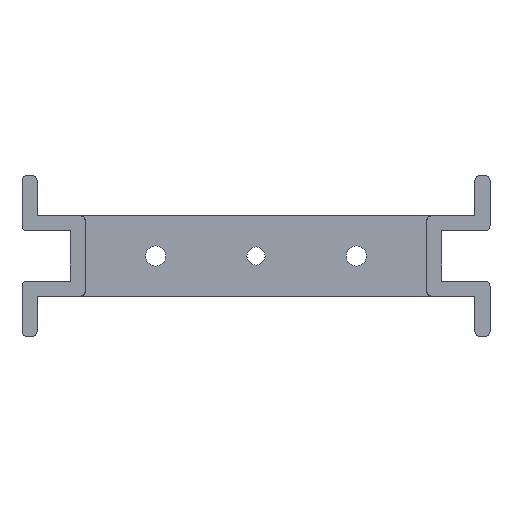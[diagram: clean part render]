
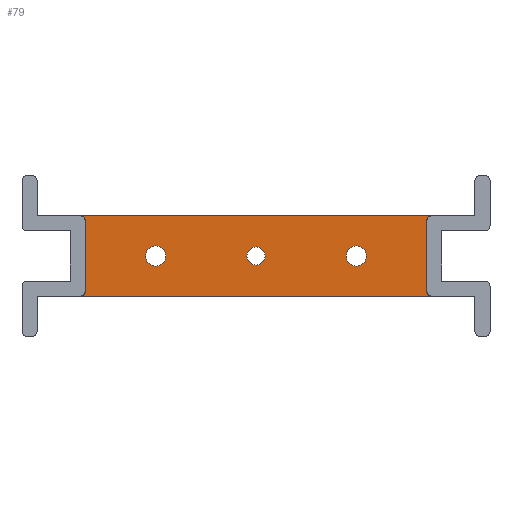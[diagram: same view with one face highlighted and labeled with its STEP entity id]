
A CAD part, top view. The second image highlights one B-rep face of the part: STEP entity #79.
In plain terms, the highlighted planar face has unit normal (0, 0, 1).
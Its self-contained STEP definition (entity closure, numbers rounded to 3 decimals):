
#79=ADVANCED_FACE('',(#350,#352,#354,#356),#358,.T.);
#350=FACE_BOUND('',#351,.T.);
#351=EDGE_LOOP('',(#671,#672,#673,#674,#675,#676,#677,#678));
#352=FACE_BOUND('',#353,.T.);
#353=EDGE_LOOP('',(#679));
#354=FACE_BOUND('',#355,.T.);
#355=EDGE_LOOP('',(#680));
#356=FACE_BOUND('',#357,.T.);
#357=EDGE_LOOP('',(#681));
#358=PLANE('',#359);
#359=AXIS2_PLACEMENT_3D('',#360,#361,#362);
#360=CARTESIAN_POINT('',(0.,0.,3.));
#361=DIRECTION('',(0.,0.,1.));
#362=DIRECTION('',(-1.,0.,0.));
#671=ORIENTED_EDGE('',*,*,#877,.F.);
#672=ORIENTED_EDGE('',*,*,#878,.F.);
#673=ORIENTED_EDGE('',*,*,#879,.F.);
#674=ORIENTED_EDGE('',*,*,#838,.T.);
#675=ORIENTED_EDGE('',*,*,#880,.F.);
#676=ORIENTED_EDGE('',*,*,#875,.F.);
#677=ORIENTED_EDGE('',*,*,#881,.F.);
#678=ORIENTED_EDGE('',*,*,#846,.T.);
#679=ORIENTED_EDGE('',*,*,#871,.T.);
#680=ORIENTED_EDGE('',*,*,#872,.T.);
#681=ORIENTED_EDGE('',*,*,#873,.T.);
#838=EDGE_CURVE('',#1041,#1044,#1046,.T.);
#846=EDGE_CURVE('',#1056,#1053,#1057,.T.);
#871=EDGE_CURVE('',#1092,#1092,#1093,.F.);
#872=EDGE_CURVE('',#1094,#1094,#1095,.F.);
#873=EDGE_CURVE('',#1096,#1096,#1097,.F.);
#875=EDGE_CURVE('',#1098,#1100,#1101,.T.);
#877=EDGE_CURVE('',#1103,#1053,#1104,.F.);
#878=EDGE_CURVE('',#1105,#1103,#1106,.T.);
#879=EDGE_CURVE('',#1041,#1105,#1107,.F.);
#880=EDGE_CURVE('',#1100,#1044,#1108,.F.);
#881=EDGE_CURVE('',#1056,#1098,#1109,.F.);
#1041=VERTEX_POINT('',#1470);
#1044=VERTEX_POINT('',#1477);
#1046=LINE('',#1481,#1482);
#1053=VERTEX_POINT('',#1502);
#1056=VERTEX_POINT('',#1507);
#1057=LINE('',#1508,#1509);
#1092=VERTEX_POINT('',#1601);
#1093=CIRCLE('',#1602,1.8);
#1094=VERTEX_POINT('',#1606);
#1095=CIRCLE('',#1607,2.);
#1096=VERTEX_POINT('',#1611);
#1097=CIRCLE('',#1612,2.);
#1098=VERTEX_POINT('',#1616);
#1100=VERTEX_POINT('',#1620);
#1101=LINE('',#1621,#1622);
#1103=VERTEX_POINT('',#1627);
#1104=CIRCLE('',#1628,1.);
#1105=VERTEX_POINT('',#1632);
#1106=LINE('',#1633,#1634);
#1107=CIRCLE('',#1636,1.);
#1108=CIRCLE('',#1640,1.);
#1109=CIRCLE('',#1644,1.);
#1470=CARTESIAN_POINT('',(35.,8.,3.));
#1477=CARTESIAN_POINT('',(-35.,8.,3.));
#1481=CARTESIAN_POINT('',(35.,8.,3.));
#1482=VECTOR('',#1483,1.);
#1483=DIRECTION('',(-1.,0.,0.));
#1502=CARTESIAN_POINT('',(35.,-8.,3.));
#1507=CARTESIAN_POINT('',(-35.,-8.,3.));
#1508=CARTESIAN_POINT('',(-35.,-8.,3.));
#1509=VECTOR('',#1510,1.);
#1510=DIRECTION('',(1.,0.,0.));
#1601=CARTESIAN_POINT('',(-1.8,0.,3.));
#1602=AXIS2_PLACEMENT_3D('',#1603,#1604,#1605);
#1603=CARTESIAN_POINT('',(0.,0.,3.));
#1604=DIRECTION('',(0.,0.,1.));
#1605=DIRECTION('',(-1.,0.,0.));
#1606=CARTESIAN_POINT('',(-22.,0.,3.));
#1607=AXIS2_PLACEMENT_3D('',#1608,#1609,#1610);
#1608=CARTESIAN_POINT('',(-20.,0.,3.));
#1609=DIRECTION('',(0.,0.,1.));
#1610=DIRECTION('',(-1.,0.,0.));
#1611=CARTESIAN_POINT('',(18.,0.,3.));
#1612=AXIS2_PLACEMENT_3D('',#1613,#1614,#1615);
#1613=CARTESIAN_POINT('',(20.,0.,3.));
#1614=DIRECTION('',(0.,0.,1.));
#1615=DIRECTION('',(-1.,0.,0.));
#1616=CARTESIAN_POINT('',(-34.,-7.,3.));
#1620=CARTESIAN_POINT('',(-34.,7.,3.));
#1621=CARTESIAN_POINT('',(-34.,-7.,3.));
#1622=VECTOR('',#1623,1.);
#1623=DIRECTION('',(0.,1.,0.));
#1627=CARTESIAN_POINT('',(34.,-7.,3.));
#1628=AXIS2_PLACEMENT_3D('',#1629,#1630,#1631);
#1629=CARTESIAN_POINT('',(35.,-7.,3.));
#1630=DIRECTION('',(0.,0.,-1.));
#1631=DIRECTION('',(0.,-1.,0.));
#1632=CARTESIAN_POINT('',(34.,7.,3.));
#1633=CARTESIAN_POINT('',(34.,7.,3.));
#1634=VECTOR('',#1635,1.);
#1635=DIRECTION('',(0.,-1.,0.));
#1636=AXIS2_PLACEMENT_3D('',#1637,#1638,#1639);
#1637=CARTESIAN_POINT('',(35.,7.,3.));
#1638=DIRECTION('',(0.,0.,-1.));
#1639=DIRECTION('',(-1.,0.,0.));
#1640=AXIS2_PLACEMENT_3D('',#1641,#1642,#1643);
#1641=CARTESIAN_POINT('',(-35.,7.,3.));
#1642=DIRECTION('',(0.,0.,-1.));
#1643=DIRECTION('',(0.,1.,0.));
#1644=AXIS2_PLACEMENT_3D('',#1645,#1646,#1647);
#1645=CARTESIAN_POINT('',(-35.,-7.,3.));
#1646=DIRECTION('',(0.,0.,-1.));
#1647=DIRECTION('',(1.,0.,0.));
